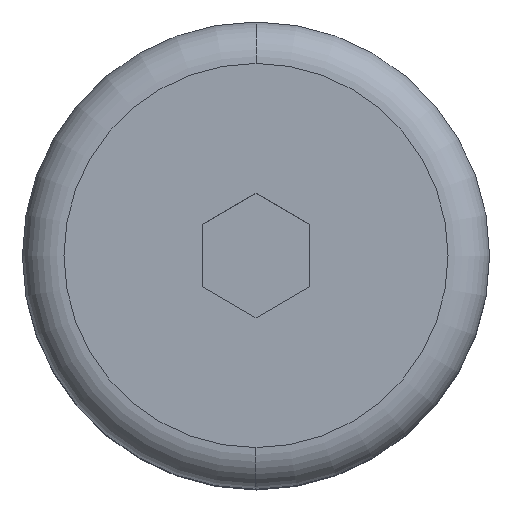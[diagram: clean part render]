
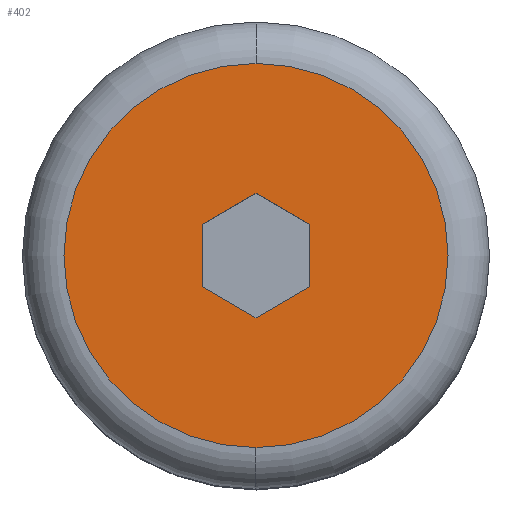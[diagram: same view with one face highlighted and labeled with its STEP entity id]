
A CAD part, top view. The second image highlights one B-rep face of the part: STEP entity #402.
In plain terms, the highlighted planar face has unit normal (0, 0, 1).
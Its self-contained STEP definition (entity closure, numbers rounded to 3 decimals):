
#402=ADVANCED_FACE('',(#846,#847),#848,.T.);
#846=FACE_BOUND('',#1367,.T.);
#847=FACE_OUTER_BOUND('',#1368,.T.);
#848=PLANE('',#1369);
#1367=EDGE_LOOP('',(#2292,#2293,#2294,#2295,#2296,#2297));
#1368=EDGE_LOOP('',(#2298,#2299));
#1369=AXIS2_PLACEMENT_3D('',#2300,#2301,#2302);
#2292=ORIENTED_EDGE('',*,*,#3165,.T.);
#2293=ORIENTED_EDGE('',*,*,#2883,.T.);
#2294=ORIENTED_EDGE('',*,*,#3236,.T.);
#2295=ORIENTED_EDGE('',*,*,#2922,.T.);
#2296=ORIENTED_EDGE('',*,*,#3237,.T.);
#2297=ORIENTED_EDGE('',*,*,#3223,.T.);
#2298=ORIENTED_EDGE('',*,*,#2944,.F.);
#2299=ORIENTED_EDGE('',*,*,#3238,.F.);
#2300=CARTESIAN_POINT('',(0.,0.0,24.0));
#2301=DIRECTION('',(0.,0.0,1.0));
#2302=DIRECTION('',(0.0,-1.0,0.0));
#2883=EDGE_CURVE('',#3382,#3380,#3383,.T.);
#2922=EDGE_CURVE('',#3453,#3451,#3454,.T.);
#2944=EDGE_CURVE('',#3490,#3492,#3493,.T.);
#3165=EDGE_CURVE('',#3837,#3382,#3838,.T.);
#3223=EDGE_CURVE('',#3913,#3837,#3914,.T.);
#3236=EDGE_CURVE('',#3380,#3453,#3929,.T.);
#3237=EDGE_CURVE('',#3451,#3913,#3930,.T.);
#3238=EDGE_CURVE('',#3492,#3490,#3931,.T.);
#3380=VERTEX_POINT('',#4090);
#3382=VERTEX_POINT('',#4093);
#3383=LINE('',#4094,#4095);
#3451=VERTEX_POINT('',#4239);
#3453=VERTEX_POINT('',#4242);
#3454=LINE('',#4243,#4244);
#3490=VERTEX_POINT('',#4320);
#3492=VERTEX_POINT('',#4322);
#3493=CIRCLE('',#4323,9.25);
#3837=VERTEX_POINT('',#4988);
#3838=LINE('',#4989,#4990);
#3913=VERTEX_POINT('',#5130);
#3914=LINE('',#5131,#5132);
#3929=LINE('',#5150,#5151);
#3930=LINE('',#5152,#5153);
#3931=CIRCLE('',#5154,9.25);
#4090=CARTESIAN_POINT('',(2.598,-1.5,24.0));
#4093=CARTESIAN_POINT('',(2.598,1.5,24.0));
#4094=CARTESIAN_POINT('',(2.598,-0.75,24.0));
#4095=VECTOR('',#5320,1.0);
#4239=CARTESIAN_POINT('',(-2.598,-1.5,24.0));
#4242=CARTESIAN_POINT('',(0.,-3.0,24.0));
#4243=CARTESIAN_POINT('',(-1.949,-1.875,24.0));
#4244=VECTOR('',#5384,1.0);
#4320=CARTESIAN_POINT('',(0.,-9.25,24.0));
#4322=CARTESIAN_POINT('',(0.,9.25,24.0));
#4323=AXIS2_PLACEMENT_3D('',#5419,#5420,#5421);
#4988=CARTESIAN_POINT('',(0.,3.0,24.0));
#4989=CARTESIAN_POINT('',(1.949,1.875,24.0));
#4990=VECTOR('',#5764,1.0);
#5130=CARTESIAN_POINT('',(-2.598,1.5,24.0));
#5131=CARTESIAN_POINT('',(-0.65,2.625,24.0));
#5132=VECTOR('',#5853,1.0);
#5150=CARTESIAN_POINT('',(0.65,-2.625,24.0));
#5151=VECTOR('',#5872,1.0);
#5152=CARTESIAN_POINT('',(-2.598,0.75,24.0));
#5153=VECTOR('',#5873,1.0);
#5154=AXIS2_PLACEMENT_3D('',#5874,#5875,#5876);
#5320=DIRECTION('',(0.0,-1.0,0.0));
#5384=DIRECTION('',(-0.866,0.5,0.));
#5419=CARTESIAN_POINT('',(0.,0.0,24.0));
#5420=DIRECTION('',(0.,0.0,-1.0));
#5421=DIRECTION('',(0.,1.0,0.));
#5764=DIRECTION('',(0.866,-0.5,0.));
#5853=DIRECTION('',(0.866,0.5,0.));
#5872=DIRECTION('',(-0.866,-0.5,0.));
#5873=DIRECTION('',(0.0,1.0,0.0));
#5874=CARTESIAN_POINT('',(0.,0.0,24.0));
#5875=DIRECTION('',(0.,0.0,-1.0));
#5876=DIRECTION('',(0.,1.0,0.));
